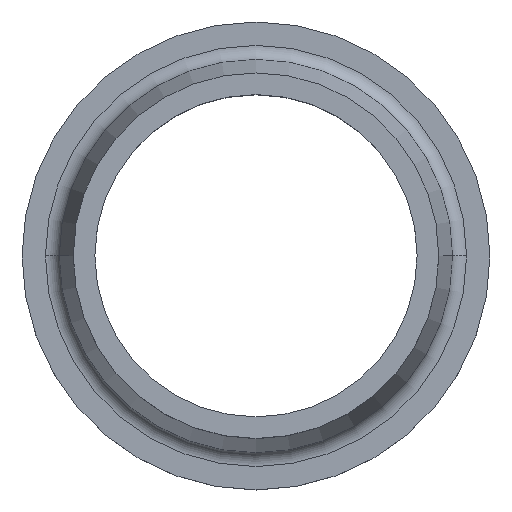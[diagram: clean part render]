
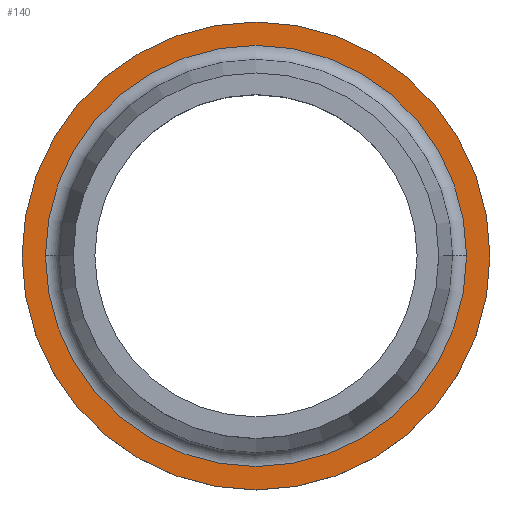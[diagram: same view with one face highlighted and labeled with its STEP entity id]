
A CAD part, top view. The second image highlights one B-rep face of the part: STEP entity #140.
In plain terms, the highlighted planar face has unit normal (0, 0, 1).
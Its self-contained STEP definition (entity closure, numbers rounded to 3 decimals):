
#25 = VERTEX_POINT ( 'NONE', #75 ) ;
#26 = EDGE_LOOP ( 'NONE', ( #104, #225 ) ) ;
#29 = AXIS2_PLACEMENT_3D ( 'NONE', #406, #70, #364 ) ;
#32 = VERTEX_POINT ( 'NONE', #229 ) ;
#70 = DIRECTION ( 'NONE',  ( 0., 0., 1. ) ) ;
#72 = DIRECTION ( 'NONE',  ( 0., 0., -1. ) ) ;
#75 = CARTESIAN_POINT ( 'NONE',  ( -160., 0., 25. ) ) ;
#104 = ORIENTED_EDGE ( 'NONE', *, *, #145, .F. ) ;
#106 = VERTEX_POINT ( 'NONE', #154 ) ;
#110 = FACE_BOUND ( 'NONE', #147, .T. ) ;
#119 = EDGE_CURVE ( 'NONE', #106, #183, #350, .T. ) ;
#120 = DIRECTION ( 'NONE',  ( -1., 0., 0. ) ) ;
#139 = AXIS2_PLACEMENT_3D ( 'NONE', #367, #304, #120 ) ;
#140 = ADVANCED_FACE ( 'NONE', ( #110, #148 ), #376, .T. ) ;
#145 = EDGE_CURVE ( 'NONE', #25, #32, #469, .T. ) ;
#147 = EDGE_LOOP ( 'NONE', ( #332, #452 ) ) ;
#148 = FACE_OUTER_BOUND ( 'NONE', #26, .T. ) ;
#154 = CARTESIAN_POINT ( 'NONE',  ( 144., 0., 25. ) ) ;
#156 = AXIS2_PLACEMENT_3D ( 'NONE', #283, #164, #247 ) ;
#164 = DIRECTION ( 'NONE',  ( 0., 0., -1. ) ) ;
#173 = CARTESIAN_POINT ( 'NONE',  ( -144., 0., 25. ) ) ;
#183 = VERTEX_POINT ( 'NONE', #173 ) ;
#225 = ORIENTED_EDGE ( 'NONE', *, *, #275, .F. ) ;
#226 = DIRECTION ( 'NONE',  ( -1., 0., 0. ) ) ;
#229 = CARTESIAN_POINT ( 'NONE',  ( 160., 0., 25. ) ) ;
#247 = DIRECTION ( 'NONE',  ( -1., 0., 0. ) ) ;
#269 = AXIS2_PLACEMENT_3D ( 'NONE', #326, #72, #226 ) ;
#275 = EDGE_CURVE ( 'NONE', #32, #25, #359, .T. ) ;
#283 = CARTESIAN_POINT ( 'NONE',  ( 0., 0., 25. ) ) ;
#284 = EDGE_CURVE ( 'NONE', #183, #106, #339, .T. ) ;
#304 = DIRECTION ( 'NONE',  ( 0., 0., -1. ) ) ;
#326 = CARTESIAN_POINT ( 'NONE',  ( 0., 0., 25. ) ) ;
#332 = ORIENTED_EDGE ( 'NONE', *, *, #284, .T. ) ;
#339 = CIRCLE ( 'NONE', #468, 144. ) ;
#350 = CIRCLE ( 'NONE', #139, 144. ) ;
#359 = CIRCLE ( 'NONE', #156, 160. ) ;
#364 = DIRECTION ( 'NONE',  ( 1., 0., 0. ) ) ;
#367 = CARTESIAN_POINT ( 'NONE',  ( 0., 0., 25. ) ) ;
#376 = PLANE ( 'NONE',  #29 ) ;
#377 = DIRECTION ( 'NONE',  ( 0., 0., -1. ) ) ;
#406 = CARTESIAN_POINT ( 'NONE',  ( 0., 160., 25. ) ) ;
#452 = ORIENTED_EDGE ( 'NONE', *, *, #119, .T. ) ;
#457 = CARTESIAN_POINT ( 'NONE',  ( 0., 0., 25. ) ) ;
#468 = AXIS2_PLACEMENT_3D ( 'NONE', #457, #377, #480 ) ;
#469 = CIRCLE ( 'NONE', #269, 160. ) ;
#480 = DIRECTION ( 'NONE',  ( -1., 0., 0. ) ) ;
